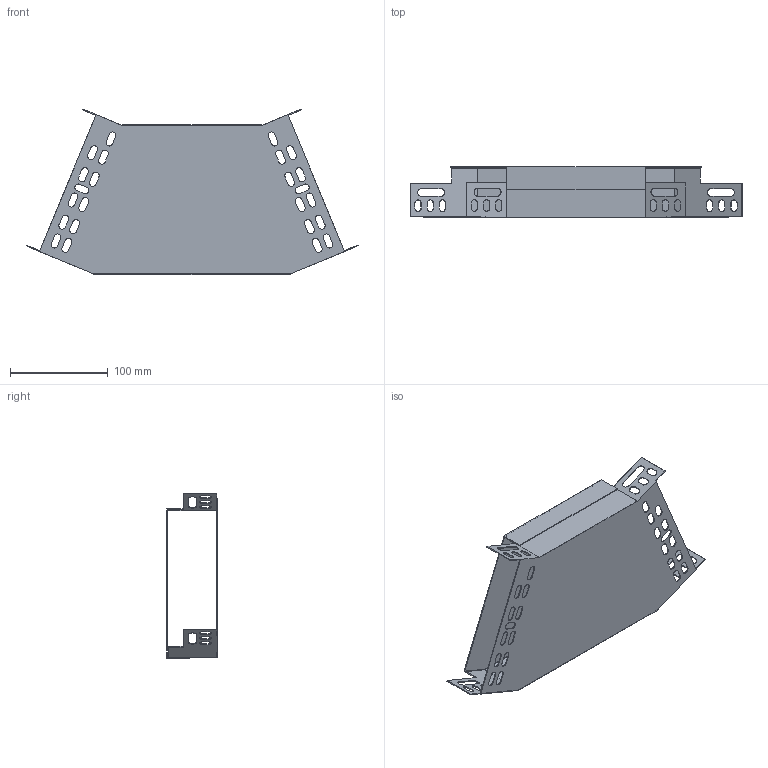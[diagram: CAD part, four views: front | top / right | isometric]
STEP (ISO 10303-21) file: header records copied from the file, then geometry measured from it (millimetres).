
FILE_DESCRIPTION (( 'STEP AP203' ), '1' );
FILE_NAME ('CLP3P-050-150-M-HDZ Ïîâîðîò íà 45 ãð. 50õ150 IEK HDZ.STEP', '2016-03-02T13:15:19', ( '' ), ( '' ), 'SwSTEP 2.0', 'SolidWorks 2014', '' );
FILE_SCHEMA (( 'CONFIG_CONTROL_DESIGN' ));
Length unit declared in the file: millimetre
Products named in the file (1): CLP3P-050-150-M-HDZ Ïîâîðîò íà 45 ãð. 50õ150 IEK HDZ
Bounding box: 339.93 x 51.8 x 169.63 mm (x, y, z)
Volume: 79853.8 mm3; surface area: 202443.7 mm2
Topology: 2 solids, 2 shells, 210 faces, 612 edges, 406 vertices
Faces by surface type: plane 130, cylinder 80
Entity records: 7183 total; most frequent: CARTESIAN_POINT 1229, ORIENTED_EDGE 1224, DIRECTION 1194, EDGE_CURVE 612, LINE 452, VECTOR 452, VERTEX_POINT 406, AXIS2_PLACEMENT_3D 371
